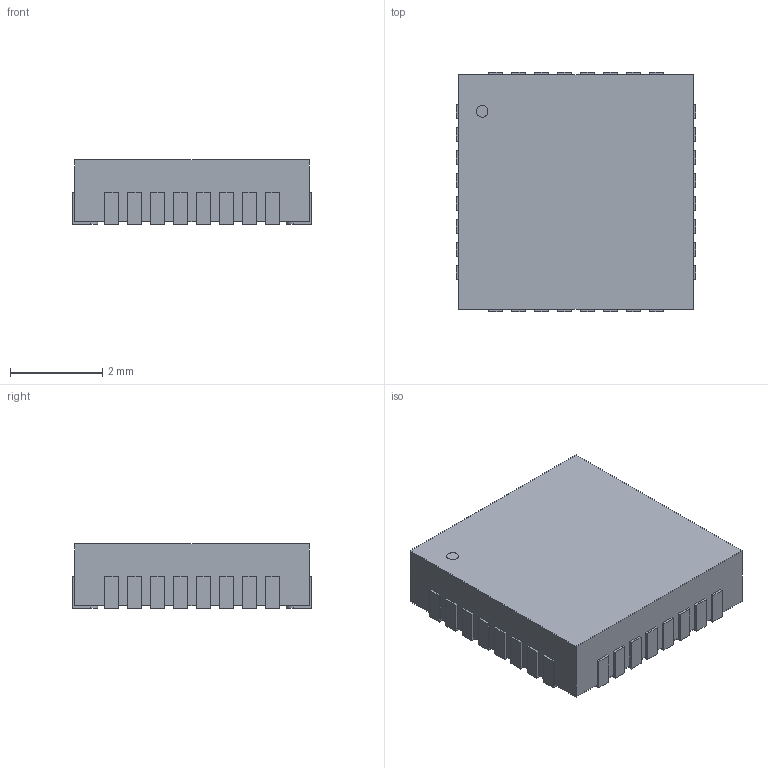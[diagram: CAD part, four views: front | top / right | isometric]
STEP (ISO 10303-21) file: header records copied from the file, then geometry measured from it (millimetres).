
FILE_DESCRIPTION(('STEP AP214'),'1');
FILE_NAME('UFQFPN-32','2024-07-13T01:43:23',(''),(''),'','','');
FILE_SCHEMA(('AUTOMOTIVE_DESIGN'));
Length unit declared in the file: millimetre
Products named in the file (1): product
Bounding box: 5.2 x 5.2 x 1.4 mm (x, y, z)
Volume: 35.6 mm3; surface area: 106.6 mm2
Topology: 34 solids, 34 shells, 265 faces, 591 edges, 394 vertices
Faces by surface type: plane 232, cylinder 33
Full cylindrical faces by diameter (mm): 0.255 x1
Entity records: 7093 total; most frequent: DIRECTION 1190, ORIENTED_EDGE 1180, CARTESIAN_POINT 727, EDGE_CURVE 590, LINE 524, VECTOR 524, VERTEX_POINT 394, AXIS2_PLACEMENT_3D 333
